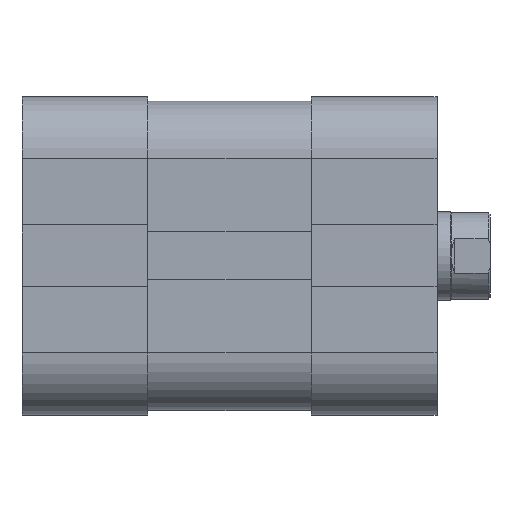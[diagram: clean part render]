
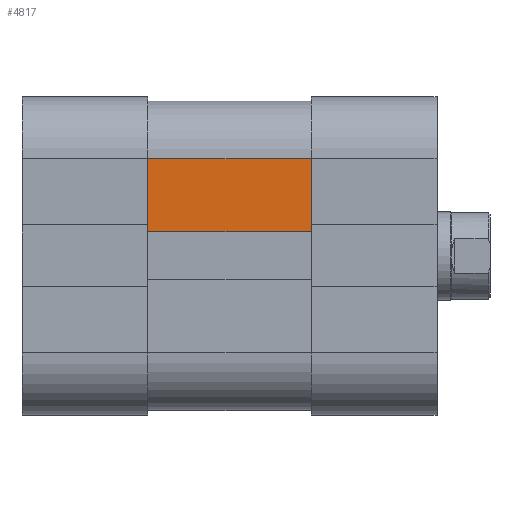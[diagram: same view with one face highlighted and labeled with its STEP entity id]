
A CAD part, top view. The second image highlights one B-rep face of the part: STEP entity #4817.
In plain terms, the highlighted face is planar.
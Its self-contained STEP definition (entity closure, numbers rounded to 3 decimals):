
#274 = FACE_OUTER_BOUND ( 'NONE', #3931, .T. ) ;
#1544 = PLANE ( 'NONE',  #5683 ) ;
#1547 = CARTESIAN_POINT ( 'NONE',  ( 6.5, 0., -18.5 ) ) ;
#1553 = DIRECTION ( 'NONE',  ( 0., -1., 0. ) ) ;
#1554 = DIRECTION ( 'NONE',  ( 0., 0., -1. ) ) ;
#2387 = CARTESIAN_POINT ( 'NONE',  ( 14.8, 0., -18.5 ) ) ;
#2392 = CARTESIAN_POINT ( 'NONE',  ( 14.8, 0., 0. ) ) ;
#2394 = CARTESIAN_POINT ( 'NONE',  ( 6.5, 0., 0. ) ) ;
#2397 = CARTESIAN_POINT ( 'NONE',  ( 6.5, 0., -18.5 ) ) ;
#2883 = CARTESIAN_POINT ( 'NONE',  ( 6.5, 0., -18.5 ) ) ;
#2884 = DIRECTION ( 'NONE',  ( 0., 0., 1. ) ) ;
#2885 = CARTESIAN_POINT ( 'NONE',  ( 6.5, 0., 0. ) ) ;
#2887 = CARTESIAN_POINT ( 'NONE',  ( 14.8, 0., -18.5 ) ) ;
#2888 = DIRECTION ( 'NONE',  ( 1., 0., 0. ) ) ;
#2889 = CARTESIAN_POINT ( 'NONE',  ( 6.5, 0., -18.5 ) ) ;
#2891 = DIRECTION ( 'NONE',  ( 0., 0., 1. ) ) ;
#2893 = DIRECTION ( 'NONE',  ( 1., 0., 0. ) ) ;
#3388 = VERTEX_POINT ( 'NONE', #2397 ) ;
#3389 = VERTEX_POINT ( 'NONE', #2394 ) ;
#3390 = VERTEX_POINT ( 'NONE', #2392 ) ;
#3391 = VERTEX_POINT ( 'NONE', #2387 ) ;
#3931 = EDGE_LOOP ( 'NONE', ( #4581, #4580, #4579, #4578 ) ) ;
#4578 = ORIENTED_EDGE ( 'NONE', *, *, #5166, .T. ) ;
#4579 = ORIENTED_EDGE ( 'NONE', *, *, #5162, .F. ) ;
#4580 = ORIENTED_EDGE ( 'NONE', *, *, #5164, .F. ) ;
#4581 = ORIENTED_EDGE ( 'NONE', *, *, #5165, .T. ) ;
#4817 = ADVANCED_FACE ( 'NONE', ( #274 ), #1544, .T. ) ;
#5162 = EDGE_CURVE ( 'NONE', #3388, #3389, #6167, .T. ) ;
#5164 = EDGE_CURVE ( 'NONE', #3389, #3390, #6163, .T. ) ;
#5165 = EDGE_CURVE ( 'NONE', #3391, #3390, #6151, .T. ) ;
#5166 = EDGE_CURVE ( 'NONE', #3388, #3391, #6170, .T. ) ;
#5683 = AXIS2_PLACEMENT_3D ( 'NONE', #1547, #1553, #1554 ) ;
#6151 = LINE ( 'NONE', #2887, #6173 ) ;
#6163 = LINE ( 'NONE', #2885, #6171 ) ;
#6167 = LINE ( 'NONE', #2883, #6168 ) ;
#6168 = VECTOR ( 'NONE', #2884, 1000. ) ;
#6170 = LINE ( 'NONE', #2889, #6175 ) ;
#6171 = VECTOR ( 'NONE', #2888, 1000. ) ;
#6173 = VECTOR ( 'NONE', #2891, 1000. ) ;
#6175 = VECTOR ( 'NONE', #2893, 1000. ) ;
